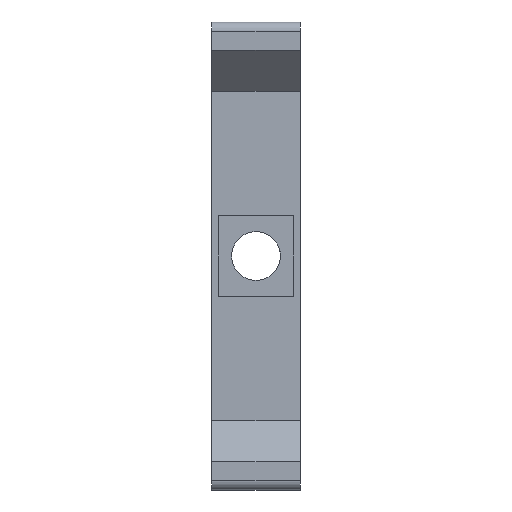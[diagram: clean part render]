
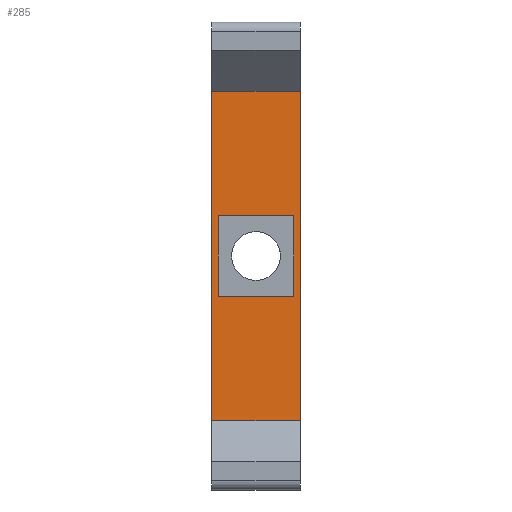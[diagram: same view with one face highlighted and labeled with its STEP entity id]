
A CAD part, front view. The second image highlights one B-rep face of the part: STEP entity #285.
In plain terms, the highlighted planar face has unit normal (0, -1, 0).
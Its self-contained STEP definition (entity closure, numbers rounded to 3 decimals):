
#162=FACE_BOUND('',#902,.T.);
#163=FACE_BOUND('',#903,.T.);
#285=ADVANCED_FACE('',(#162,#163),#484,.F.);
#484=PLANE('',#4804);
#902=EDGE_LOOP('',(#1863,#1864,#1865,#1866));
#903=EDGE_LOOP('',(#1867,#1868,#1869,#1870));
#1863=ORIENTED_EDGE('',*,*,#2924,.F.);
#1864=ORIENTED_EDGE('',*,*,#3269,.F.);
#1865=ORIENTED_EDGE('',*,*,#2876,.T.);
#1866=ORIENTED_EDGE('',*,*,#3270,.T.);
#1867=ORIENTED_EDGE('',*,*,#3271,.T.);
#1868=ORIENTED_EDGE('',*,*,#3272,.T.);
#1869=ORIENTED_EDGE('',*,*,#3273,.T.);
#1870=ORIENTED_EDGE('',*,*,#3267,.T.);
#2450=VERTEX_POINT('',#6195);
#2451=VERTEX_POINT('',#6197);
#2498=VERTEX_POINT('',#6292);
#2499=VERTEX_POINT('',#6294);
#2713=VERTEX_POINT('',#6983);
#2714=VERTEX_POINT('',#6985);
#2715=VERTEX_POINT('',#6991);
#2716=VERTEX_POINT('',#6993);
#2876=EDGE_CURVE('',#2451,#2450,#3514,.T.);
#2924=EDGE_CURVE('',#2498,#2499,#3546,.T.);
#3267=EDGE_CURVE('',#2714,#2713,#3842,.T.);
#3269=EDGE_CURVE('',#2451,#2498,#3844,.T.);
#3270=EDGE_CURVE('',#2450,#2499,#3845,.T.);
#3271=EDGE_CURVE('',#2713,#2715,#3846,.T.);
#3272=EDGE_CURVE('',#2715,#2716,#3847,.T.);
#3273=EDGE_CURVE('',#2716,#2714,#3848,.T.);
#3514=LINE('',#6196,#4073);
#3546=LINE('',#6293,#4105);
#3842=LINE('',#6984,#4401);
#3844=LINE('',#6988,#4403);
#3845=LINE('',#6989,#4404);
#3846=LINE('',#6990,#4405);
#3847=LINE('',#6992,#4406);
#3848=LINE('',#6994,#4407);
#4073=VECTOR('',#4983,1.);
#4105=VECTOR('',#5049,1.);
#4401=VECTOR('',#5665,1.);
#4403=VECTOR('',#5669,1.);
#4404=VECTOR('',#5670,1.);
#4405=VECTOR('',#5671,1.);
#4406=VECTOR('',#5672,1.);
#4407=VECTOR('',#5673,1.);
#4804=AXIS2_PLACEMENT_3D('',#6995,#5674,#5675);
#4983=DIRECTION('',(0.,0.,1.));
#5049=DIRECTION('',(0.,0.,1.));
#5665=DIRECTION('',(-1.,0.,0.));
#5669=DIRECTION('',(-1.,0.,0.));
#5670=DIRECTION('',(-1.,0.,0.));
#5671=DIRECTION('',(0.,0.,1.));
#5672=DIRECTION('',(1.,0.,0.));
#5673=DIRECTION('',(0.,0.,-1.));
#5674=DIRECTION('',(0.,1.,0.));
#5675=DIRECTION('',(1.,0.,0.));
#6195=CARTESIAN_POINT('',(4.75,-39.6,17.6));
#6196=CARTESIAN_POINT('',(4.75,-39.6,-17.6));
#6197=CARTESIAN_POINT('',(4.75,-39.6,-17.6));
#6292=CARTESIAN_POINT('',(-4.75,-39.6,-17.6));
#6293=CARTESIAN_POINT('',(-4.75,-39.6,-17.6));
#6294=CARTESIAN_POINT('',(-4.75,-39.6,17.6));
#6983=CARTESIAN_POINT('',(-4.025,-39.6,-4.3));
#6984=CARTESIAN_POINT('',(-1.65,-39.6,-4.3));
#6985=CARTESIAN_POINT('',(4.025,-39.6,-4.3));
#6988=CARTESIAN_POINT('',(4.75,-39.6,-17.6));
#6989=CARTESIAN_POINT('',(4.75,-39.6,17.6));
#6990=CARTESIAN_POINT('',(-4.025,-39.6,-4.));
#6991=CARTESIAN_POINT('',(-4.025,-39.6,4.3));
#6992=CARTESIAN_POINT('',(1.65,-39.6,4.3));
#6993=CARTESIAN_POINT('',(4.025,-39.6,4.3));
#6994=CARTESIAN_POINT('',(4.025,-39.6,4.));
#6995=CARTESIAN_POINT('',(5.7,-39.6,-17.6));
